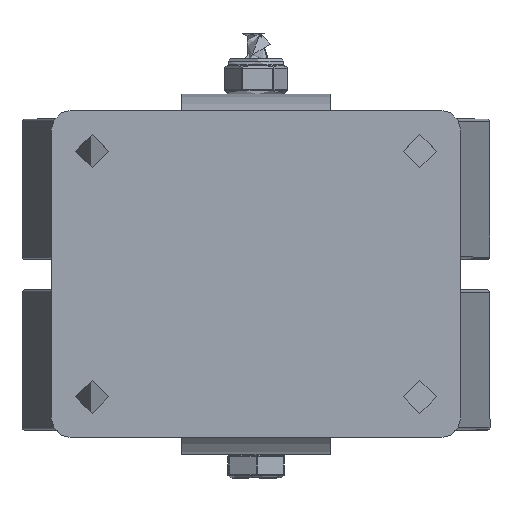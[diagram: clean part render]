
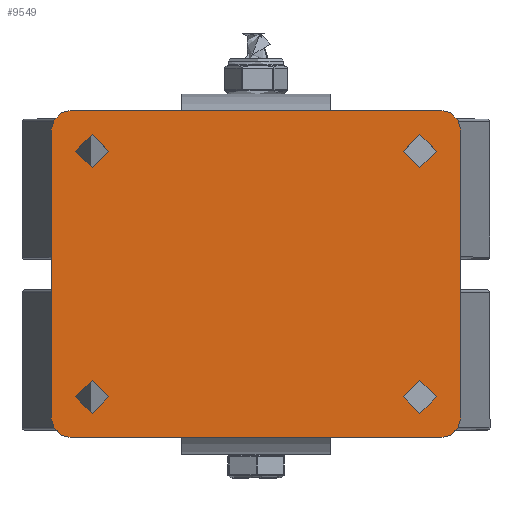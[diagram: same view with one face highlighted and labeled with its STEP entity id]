
A CAD part, top view. The second image highlights one B-rep face of the part: STEP entity #9549.
In plain terms, the highlighted planar face has unit normal (0, 0, 1).
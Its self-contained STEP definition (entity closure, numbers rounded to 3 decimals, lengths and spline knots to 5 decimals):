
#1031=FACE_BOUND('',#1924,.T.);
#1032=FACE_BOUND('',#1925,.T.);
#1033=FACE_BOUND('',#1926,.T.);
#1034=FACE_BOUND('',#1927,.T.);
#1116=PLANE('',#10336);
#1341=FACE_OUTER_BOUND('',#1923,.T.);
#1923=EDGE_LOOP('',(#6661,#6662,#6663,#6664,#6665,#6666,#6667,#6668));
#1924=EDGE_LOOP('',(#6669));
#1925=EDGE_LOOP('',(#6670));
#1926=EDGE_LOOP('',(#6671));
#1927=EDGE_LOOP('',(#6672));
#2574=LINE('',#14196,#3112);
#2593=LINE('',#14237,#3131);
#2594=LINE('',#14247,#3132);
#2595=LINE('',#14248,#3133);
#3112=VECTOR('',#11505,1.);
#3131=VECTOR('',#11544,1.);
#3132=VECTOR('',#11563,1.);
#3133=VECTOR('',#11564,1.);
#3606=CIRCLE('',#10258,0.0085);
#3608=CIRCLE('',#10261,0.0085);
#3610=CIRCLE('',#10264,0.0085);
#3612=CIRCLE('',#10267,0.0085);
#3615=CIRCLE('',#10271,0.0071);
#3617=CIRCLE('',#10274,0.0071);
#3618=CIRCLE('',#10276,0.0071);
#3620=CIRCLE('',#10279,0.0071);
#4112=VERTEX_POINT('',#14030);
#4113=VERTEX_POINT('',#14031);
#4116=VERTEX_POINT('',#14039);
#4117=VERTEX_POINT('',#14040);
#4120=VERTEX_POINT('',#14048);
#4121=VERTEX_POINT('',#14049);
#4124=VERTEX_POINT('',#14057);
#4125=VERTEX_POINT('',#14058);
#4129=VERTEX_POINT('',#14068);
#4131=VERTEX_POINT('',#14074);
#4132=VERTEX_POINT('',#14078);
#4134=VERTEX_POINT('',#14084);
#5041=EDGE_CURVE('',#4112,#4113,#3606,.T.);
#5045=EDGE_CURVE('',#4116,#4117,#3608,.T.);
#5049=EDGE_CURVE('',#4120,#4121,#3610,.T.);
#5053=EDGE_CURVE('',#4124,#4125,#3612,.T.);
#5059=EDGE_CURVE('',#4129,#4129,#3615,.T.);
#5062=EDGE_CURVE('',#4131,#4131,#3617,.T.);
#5063=EDGE_CURVE('',#4132,#4132,#3618,.T.);
#5066=EDGE_CURVE('',#4134,#4134,#3620,.T.);
#5121=EDGE_CURVE('',#4120,#4125,#2574,.T.);
#5144=EDGE_CURVE('',#4116,#4113,#2593,.T.);
#5149=EDGE_CURVE('',#4112,#4121,#2594,.T.);
#5150=EDGE_CURVE('',#4117,#4124,#2595,.T.);
#6661=ORIENTED_EDGE('',*,*,#5041,.F.);
#6662=ORIENTED_EDGE('',*,*,#5149,.T.);
#6663=ORIENTED_EDGE('',*,*,#5049,.F.);
#6664=ORIENTED_EDGE('',*,*,#5121,.T.);
#6665=ORIENTED_EDGE('',*,*,#5053,.F.);
#6666=ORIENTED_EDGE('',*,*,#5150,.F.);
#6667=ORIENTED_EDGE('',*,*,#5045,.F.);
#6668=ORIENTED_EDGE('',*,*,#5144,.T.);
#6669=ORIENTED_EDGE('',*,*,#5066,.F.);
#6670=ORIENTED_EDGE('',*,*,#5063,.F.);
#6671=ORIENTED_EDGE('',*,*,#5062,.T.);
#6672=ORIENTED_EDGE('',*,*,#5059,.T.);
#9549=ADVANCED_FACE('',(#1341,#1031,#1032,#1033,#1034),#1116,.F.);
#10258=AXIS2_PLACEMENT_3D('',#14032,#11341,#11342);
#10261=AXIS2_PLACEMENT_3D('',#14041,#11349,#11350);
#10264=AXIS2_PLACEMENT_3D('',#14050,#11357,#11358);
#10267=AXIS2_PLACEMENT_3D('',#14059,#11365,#11366);
#10271=AXIS2_PLACEMENT_3D('',#14070,#11376,#11377);
#10274=AXIS2_PLACEMENT_3D('',#14076,#11383,#11384);
#10276=AXIS2_PLACEMENT_3D('',#14079,#11387,#11388);
#10279=AXIS2_PLACEMENT_3D('',#14085,#11394,#11395);
#10336=AXIS2_PLACEMENT_3D('',#14246,#11561,#11562);
#11341=DIRECTION('center_axis',(0.,0.,-1.));
#11342=DIRECTION('ref_axis',(-0.707,-0.707,0.));
#11349=DIRECTION('center_axis',(0.,0.,-1.));
#11350=DIRECTION('ref_axis',(-0.707,0.707,0.));
#11357=DIRECTION('center_axis',(0.,0.,-1.));
#11358=DIRECTION('ref_axis',(0.707,-0.707,0.));
#11365=DIRECTION('center_axis',(0.,0.,-1.));
#11366=DIRECTION('ref_axis',(0.707,0.707,0.));
#11376=DIRECTION('center_axis',(0.,0.,-1.));
#11377=DIRECTION('ref_axis',(1.,0.,0.));
#11383=DIRECTION('center_axis',(0.,0.,-1.));
#11384=DIRECTION('ref_axis',(1.,0.,0.));
#11387=DIRECTION('center_axis',(0.,0.,1.));
#11388=DIRECTION('ref_axis',(1.,0.,0.));
#11394=DIRECTION('center_axis',(0.,0.,1.));
#11395=DIRECTION('ref_axis',(1.,0.,0.));
#11505=DIRECTION('',(0.,1.,0.));
#11544=DIRECTION('',(0.,-1.,0.));
#11561=DIRECTION('center_axis',(0.,0.,-1.));
#11562=DIRECTION('ref_axis',(1.,0.,0.));
#11563=DIRECTION('',(1.,0.,0.));
#11564=DIRECTION('',(1.,0.,0.));
#14030=CARTESIAN_POINT('',(-0.079,-0.07,0.1633));
#14031=CARTESIAN_POINT('',(-0.0875,-0.0615,0.1633));
#14032=CARTESIAN_POINT('Origin',(-0.079,-0.0615,0.1633));
#14039=CARTESIAN_POINT('',(-0.0875,0.0615,0.1633));
#14040=CARTESIAN_POINT('',(-0.079,0.07,0.1633));
#14041=CARTESIAN_POINT('Origin',(-0.079,0.0615,0.1633));
#14048=CARTESIAN_POINT('',(0.0875,-0.0615,0.1633));
#14049=CARTESIAN_POINT('',(0.079,-0.07,0.1633));
#14050=CARTESIAN_POINT('Origin',(0.079,-0.0615,0.1633));
#14057=CARTESIAN_POINT('',(0.079,0.07,0.1633));
#14058=CARTESIAN_POINT('',(0.0875,0.0615,0.1633));
#14059=CARTESIAN_POINT('Origin',(0.079,0.0615,0.1633));
#14068=CARTESIAN_POINT('',(-0.0771,-0.0525,0.1633));
#14070=CARTESIAN_POINT('Origin',(-0.07,-0.0525,0.1633));
#14074=CARTESIAN_POINT('',(0.0629,-0.0525,0.1633));
#14076=CARTESIAN_POINT('Origin',(0.07,-0.0525,0.1633));
#14078=CARTESIAN_POINT('',(-0.0771,0.0525,0.1633));
#14079=CARTESIAN_POINT('Origin',(-0.07,0.0525,0.1633));
#14084=CARTESIAN_POINT('',(0.0629,0.0525,0.1633));
#14085=CARTESIAN_POINT('Origin',(0.07,0.0525,0.1633));
#14196=CARTESIAN_POINT('',(0.0875,-0.07,0.1633));
#14237=CARTESIAN_POINT('',(-0.0875,0.07,0.1633));
#14246=CARTESIAN_POINT('Origin',(0.,0.,0.1633));
#14247=CARTESIAN_POINT('',(-0.0875,-0.07,0.1633));
#14248=CARTESIAN_POINT('',(-0.0875,0.07,0.1633));
